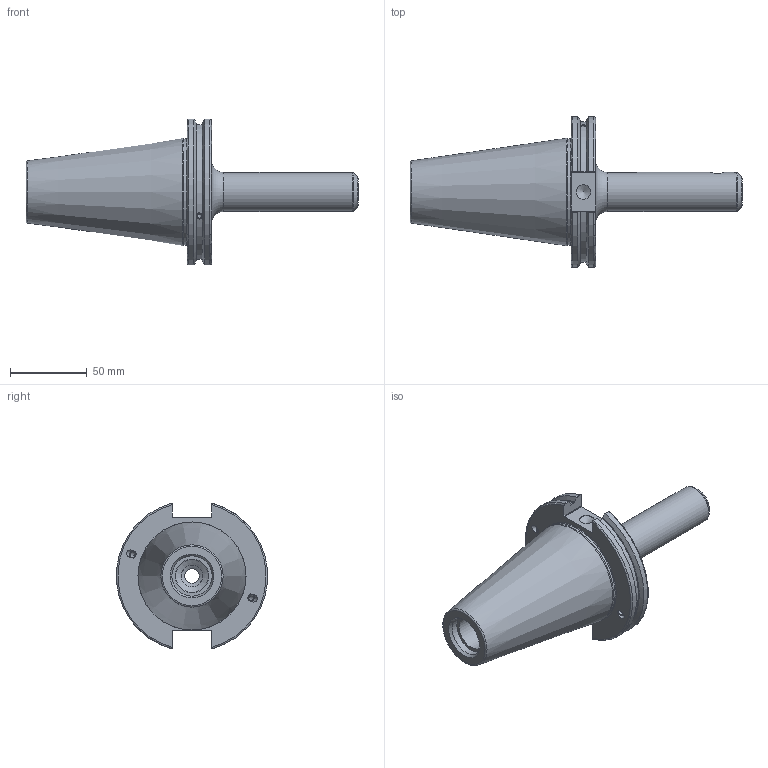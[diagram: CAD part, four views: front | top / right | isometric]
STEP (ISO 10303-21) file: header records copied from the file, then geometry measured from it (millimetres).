
FILE_DESCRIPTION(/* description */ (''),/* implementation_level */ '2;1');
FILE_NAME(/* name */ 'AL104B.stp',/* time_stamp */ '2023-11-10T14:29:43+09:00',/* author */ ('SSKT'),/* organization */ (''),/* preprocessor_version */ 'ST-DEVELOPER v19.2',/* originating_system */ 'Autodesk Inventor 2024',/* authorisation */ '');
FILE_SCHEMA (('AUTOMOTIVE_DESIGN { 1 0 10303 214 3 1 1 }'));
Length unit declared in the file: millimetre
Products named in the file (1): CAT50
Bounding box: 215.9 x 98.06 x 94.69 mm (x, y, z)
Volume: 358081.7 mm3; surface area: 55851.6 mm2
Topology: 1 solids, 1 shells, 87 faces, 234 edges, 155 vertices
Faces by surface type: plane 36, cylinder 27, cone 14, torus 10
Full cylindrical faces by diameter (mm): 3.242 x4, 4.134 x2, 4.2 x2, 5 x2, 8.382 x1, 9.525 x2, 14 x1, 21.5 x1, 21.971 x1, 25.4 x1, 26.2 x1, 69.25 x1
Entity records: 3212 total; most frequent: CARTESIAN_POINT 1022, ORIENTED_EDGE 462, DIRECTION 429, EDGE_CURVE 231, AXIS2_PLACEMENT_3D 168, VERTEX_POINT 155, EDGE_LOOP 108, LINE 93
